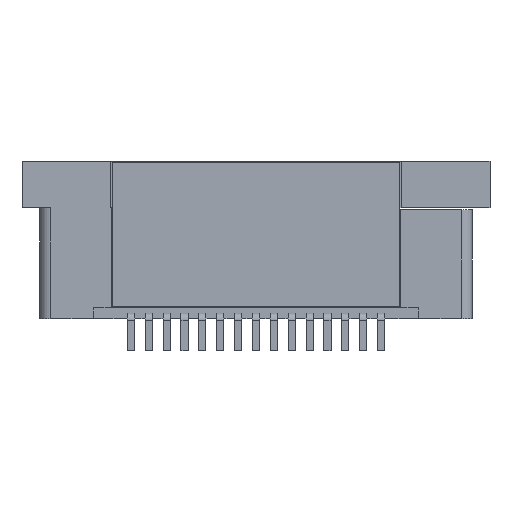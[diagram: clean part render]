
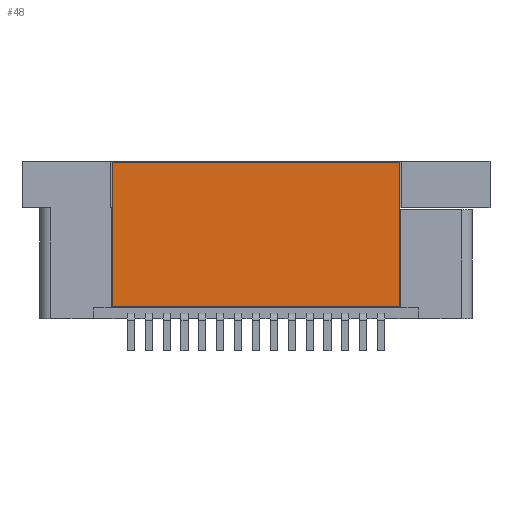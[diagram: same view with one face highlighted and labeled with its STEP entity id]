
A CAD part, front view. The second image highlights one B-rep face of the part: STEP entity #48.
In plain terms, the highlighted planar face has unit normal (0, -1, 0).
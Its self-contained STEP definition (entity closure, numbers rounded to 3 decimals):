
#48=ADVANCED_FACE('',(#802),#803,.F.);
#802=FACE_OUTER_BOUND('',#2324,.T.);
#803=PLANE('',#2325);
#2324=EDGE_LOOP('',(#3856,#3857,#3858,#3859));
#2325=AXIS2_PLACEMENT_3D('',#3860,#3861,#3862);
#3856=ORIENTED_EDGE('',*,*,#10349,.F.);
#3857=ORIENTED_EDGE('',*,*,#10350,.F.);
#3858=ORIENTED_EDGE('',*,*,#10351,.F.);
#3859=ORIENTED_EDGE('',*,*,#10352,.T.);
#3860=CARTESIAN_POINT('',(0.0,-1.0,0.0));
#3861=DIRECTION('',(0.0,1.0,0.0));
#3862=DIRECTION('',(1.0,0.0,-0.0));
#10349=EDGE_CURVE('',#12480,#12481,#12482,.T.);
#10350=EDGE_CURVE('',#12483,#12480,#12484,.T.);
#10351=EDGE_CURVE('',#12485,#12483,#12486,.T.);
#10352=EDGE_CURVE('',#12485,#12481,#12487,.T.);
#12480=VERTEX_POINT('',#16001);
#12481=VERTEX_POINT('',#16002);
#12482=LINE('',#16003,#16004);
#12483=VERTEX_POINT('',#16005);
#12484=LINE('',#16006,#16007);
#12485=VERTEX_POINT('',#16008);
#12486=LINE('',#16009,#16010);
#12487=LINE('',#16011,#16012);
#16001=CARTESIAN_POINT('',(-4.02,-1.0,-0.03));
#16002=CARTESIAN_POINT('',(4.02,-1.0,-0.03));
#16003=CARTESIAN_POINT('',(-4.02,-1.0,-0.03));
#16004=VECTOR('',#21497,8.04);
#16005=CARTESIAN_POINT('',(-4.02,-1.0,-4.07));
#16006=CARTESIAN_POINT('',(-4.02,-1.0,-4.07));
#16007=VECTOR('',#21498,4.04);
#16008=CARTESIAN_POINT('',(4.02,-1.0,-4.07));
#16009=CARTESIAN_POINT('',(4.02,-1.0,-4.07));
#16010=VECTOR('',#21499,8.04);
#16011=CARTESIAN_POINT('',(4.02,-1.0,-4.07));
#16012=VECTOR('',#21500,4.04);
#21497=DIRECTION('',(1.0,0.0,0.0));
#21498=DIRECTION('',(0.0,0.0,1.0));
#21499=DIRECTION('',(-1.0,0.0,0.0));
#21500=DIRECTION('',(0.0,0.0,1.0));
